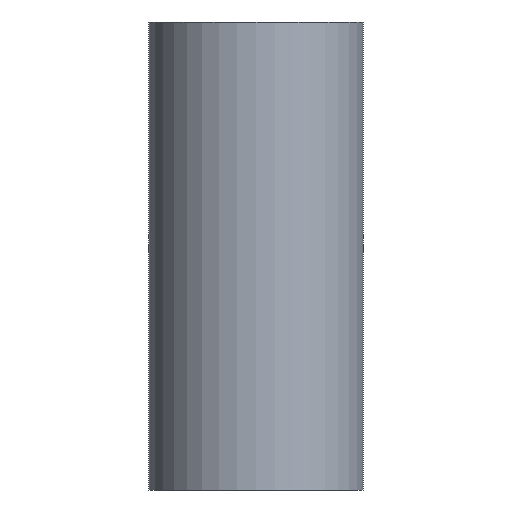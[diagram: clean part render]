
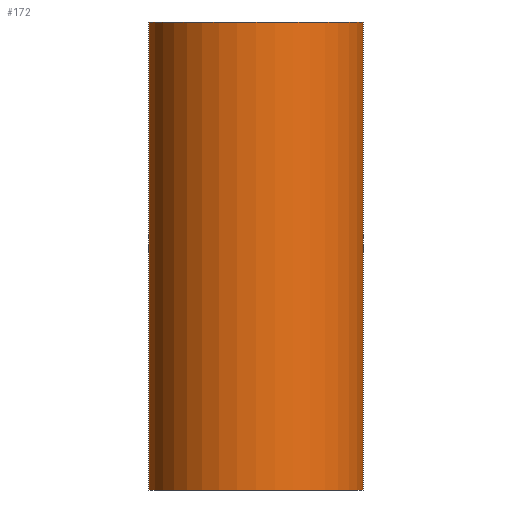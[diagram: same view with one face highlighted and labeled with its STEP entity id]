
A CAD part, front view. The second image highlights one B-rep face of the part: STEP entity #172.
In plain terms, the highlighted cylindrical face has radius 17.462 mm (diameter 34.925 mm), a partial arc.
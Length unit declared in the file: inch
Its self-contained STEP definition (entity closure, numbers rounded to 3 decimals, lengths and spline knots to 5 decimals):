
#1 = VECTOR ( 'NONE', #103, 39.37008 ) ;
#14 = DIRECTION ( 'NONE',  ( 0., 0., -1. ) ) ;
#16 = CYLINDRICAL_SURFACE ( 'NONE', #179, 0.6875 ) ;
#22 = EDGE_CURVE ( 'NONE', #174, #159, #41, .T. ) ;
#31 = DIRECTION ( 'NONE',  ( 0., 0., 1. ) ) ;
#37 = FACE_OUTER_BOUND ( 'NONE', #39, .T. ) ;
#38 = CARTESIAN_POINT ( 'NONE',  ( -0.6875, 0., 3. ) ) ;
#39 = EDGE_LOOP ( 'NONE', ( #40, #42, #130, #193 ) ) ;
#40 = ORIENTED_EDGE ( 'NONE', *, *, #155, .F. ) ;
#41 = LINE ( 'NONE', #148, #1 ) ;
#42 = ORIENTED_EDGE ( 'NONE', *, *, #62, .F. ) ;
#57 = DIRECTION ( 'NONE',  ( 0., 0., 1. ) ) ;
#62 = EDGE_CURVE ( 'NONE', #174, #161, #192, .T. ) ;
#63 = DIRECTION ( 'NONE',  ( 1., 0., 0. ) ) ;
#64 = DIRECTION ( 'NONE',  ( 0., 0., -1. ) ) ;
#66 = DIRECTION ( 'NONE',  ( -1., 0., 0. ) ) ;
#77 = AXIS2_PLACEMENT_3D ( 'NONE', #105, #31, #63 ) ;
#103 = DIRECTION ( 'NONE',  ( 0., 0., -1. ) ) ;
#105 = CARTESIAN_POINT ( 'NONE',  ( 0., 0., 3. ) ) ;
#110 = CARTESIAN_POINT ( 'NONE',  ( 0., 0., 3. ) ) ;
#114 = CARTESIAN_POINT ( 'NONE',  ( 0.6875, 0., 3. ) ) ;
#121 = DIRECTION ( 'NONE',  ( 1., 0., 0. ) ) ;
#130 = ORIENTED_EDGE ( 'NONE', *, *, #22, .T. ) ;
#133 = VERTEX_POINT ( 'NONE', #157 ) ;
#136 = AXIS2_PLACEMENT_3D ( 'NONE', #141, #57, #121 ) ;
#141 = CARTESIAN_POINT ( 'NONE',  ( 0., 0., 0. ) ) ;
#145 = EDGE_CURVE ( 'NONE', #159, #133, #182, .T. ) ;
#148 = CARTESIAN_POINT ( 'NONE',  ( -0.6875, 0., 3. ) ) ;
#155 = EDGE_CURVE ( 'NONE', #161, #133, #188, .T. ) ;
#157 = CARTESIAN_POINT ( 'NONE',  ( 0.6875, 0., 0. ) ) ;
#159 = VERTEX_POINT ( 'NONE', #171 ) ;
#161 = VERTEX_POINT ( 'NONE', #169 ) ;
#169 = CARTESIAN_POINT ( 'NONE',  ( 0.6875, 0., 3. ) ) ;
#171 = CARTESIAN_POINT ( 'NONE',  ( -0.6875, 0., 0. ) ) ;
#172 = ADVANCED_FACE ( 'NONE', ( #37 ), #16, .T. ) ;
#174 = VERTEX_POINT ( 'NONE', #38 ) ;
#179 = AXIS2_PLACEMENT_3D ( 'NONE', #110, #14, #66 ) ;
#182 = CIRCLE ( 'NONE', #136, 0.6875 ) ;
#188 = LINE ( 'NONE', #114, #202 ) ;
#192 = CIRCLE ( 'NONE', #77, 0.6875 ) ;
#193 = ORIENTED_EDGE ( 'NONE', *, *, #145, .T. ) ;
#202 = VECTOR ( 'NONE', #64, 39.37008 ) ;
